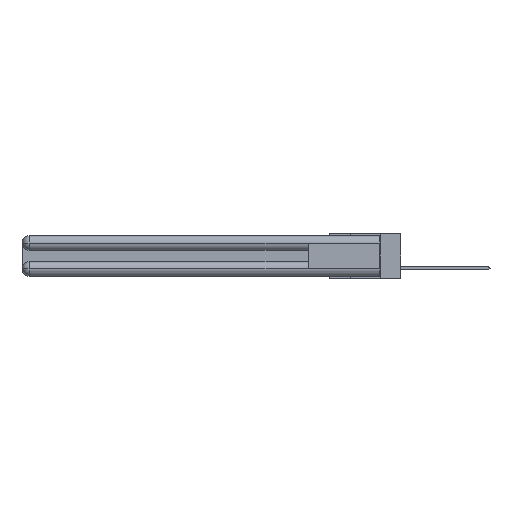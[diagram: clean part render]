
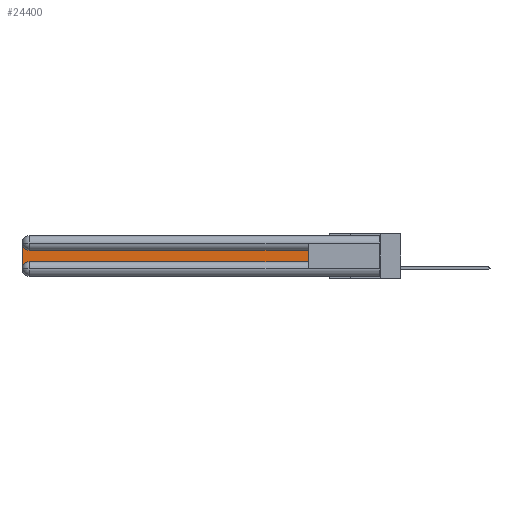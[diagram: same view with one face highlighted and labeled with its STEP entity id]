
A CAD part, left-side view. The second image highlights one B-rep face of the part: STEP entity #24400.
In plain terms, the highlighted planar face has unit normal (-1, 0, 0).
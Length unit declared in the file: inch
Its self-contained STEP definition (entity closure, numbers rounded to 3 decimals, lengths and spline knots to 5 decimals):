
#898 = VERTEX_POINT ( 'NONE', #20035 ) ;
#1307 = ORIENTED_EDGE ( 'NONE', *, *, #12065, .T. ) ;
#2173 = VECTOR ( 'NONE', #10052, 39.37008 ) ;
#2601 = PLANE ( 'NONE',  #22238 ) ;
#3012 = CARTESIAN_POINT ( 'NONE',  ( 0.075, 0.6, -0.2175 ) ) ;
#3502 = VECTOR ( 'NONE', #30383, 39.37008 ) ;
#3996 = FACE_OUTER_BOUND ( 'NONE', #5251, .T. ) ;
#4275 = CARTESIAN_POINT ( 'NONE',  ( 0.075, 0.6, -0.2175 ) ) ;
#4405 = DIRECTION ( 'NONE',  ( 0., 0., -1. ) ) ;
#5182 = VERTEX_POINT ( 'NONE', #14180 ) ;
#5251 = EDGE_LOOP ( 'NONE', ( #30536, #22737, #22942, #1307, #26489, #15425 ) ) ;
#5487 = AXIS2_PLACEMENT_3D ( 'NONE', #21746, #7308, #4405 ) ;
#5997 = VECTOR ( 'NONE', #7993, 39.37008 ) ;
#7308 = DIRECTION ( 'NONE',  ( 1., 0., 0. ) ) ;
#7672 = VECTOR ( 'NONE', #25264, 39.37008 ) ;
#7815 = EDGE_CURVE ( 'NONE', #25611, #898, #12626, .T. ) ;
#7993 = DIRECTION ( 'NONE',  ( 0., -1., 0. ) ) ;
#8159 = VERTEX_POINT ( 'NONE', #8270 ) ;
#8270 = CARTESIAN_POINT ( 'NONE',  ( 0.075, 2.94, -0.1225 ) ) ;
#10052 = DIRECTION ( 'NONE',  ( 0., 0., -1. ) ) ;
#10088 = LINE ( 'NONE', #10478, #3502 ) ;
#10478 = CARTESIAN_POINT ( 'NONE',  ( 0.075, 0.6, -0.2175 ) ) ;
#12065 = EDGE_CURVE ( 'NONE', #898, #25680, #25668, .T. ) ;
#12209 = LINE ( 'NONE', #3012, #5997 ) ;
#12626 = LINE ( 'NONE', #17452, #2173 ) ;
#13318 = EDGE_CURVE ( 'NONE', #5182, #8159, #20878, .T. ) ;
#14180 = CARTESIAN_POINT ( 'NONE',  ( 0.075, 0.6, -0.1225 ) ) ;
#15425 = ORIENTED_EDGE ( 'NONE', *, *, #29145, .T. ) ;
#15483 = DIRECTION ( 'NONE',  ( 0., 0., -1. ) ) ;
#17452 = CARTESIAN_POINT ( 'NONE',  ( 0.075, 3., -0.2175 ) ) ;
#17652 = DIRECTION ( 'NONE',  ( 1., 0., 0. ) ) ;
#17922 = DIRECTION ( 'NONE',  ( 1., 0., 0. ) ) ;
#19704 = EDGE_CURVE ( 'NONE', #8159, #25611, #21665, .T. ) ;
#20035 = CARTESIAN_POINT ( 'NONE',  ( 0.075, 3., -0.2775 ) ) ;
#20085 = CARTESIAN_POINT ( 'NONE',  ( 0.075, 3., -0.1225 ) ) ;
#20878 = LINE ( 'NONE', #25148, #7672 ) ;
#21665 = CIRCLE ( 'NONE', #5487, 0.06 ) ;
#21746 = CARTESIAN_POINT ( 'NONE',  ( 0.075, 2.94, -0.0625 ) ) ;
#22201 = CARTESIAN_POINT ( 'NONE',  ( 0.075, 3., -0.0625 ) ) ;
#22238 = AXIS2_PLACEMENT_3D ( 'NONE', #20085, #17922, #30310 ) ;
#22737 = ORIENTED_EDGE ( 'NONE', *, *, #19704, .T. ) ;
#22942 = ORIENTED_EDGE ( 'NONE', *, *, #7815, .T. ) ;
#24400 = ADVANCED_FACE ( 'NONE', ( #3996 ), #2601, .F. ) ;
#25139 = CARTESIAN_POINT ( 'NONE',  ( 0.075, 2.94, -0.2175 ) ) ;
#25148 = CARTESIAN_POINT ( 'NONE',  ( 0.075, 0.6, -0.1225 ) ) ;
#25264 = DIRECTION ( 'NONE',  ( 0., 1., 0. ) ) ;
#25578 = CARTESIAN_POINT ( 'NONE',  ( 0.075, 2.94, -0.2775 ) ) ;
#25611 = VERTEX_POINT ( 'NONE', #22201 ) ;
#25668 = CIRCLE ( 'NONE', #28673, 0.06 ) ;
#25680 = VERTEX_POINT ( 'NONE', #25139 ) ;
#26169 = VERTEX_POINT ( 'NONE', #4275 ) ;
#26489 = ORIENTED_EDGE ( 'NONE', *, *, #27083, .T. ) ;
#27083 = EDGE_CURVE ( 'NONE', #25680, #26169, #12209, .T. ) ;
#28673 = AXIS2_PLACEMENT_3D ( 'NONE', #25578, #17652, #15483 ) ;
#29145 = EDGE_CURVE ( 'NONE', #26169, #5182, #10088, .T. ) ;
#30310 = DIRECTION ( 'NONE',  ( 0., 0., -1. ) ) ;
#30383 = DIRECTION ( 'NONE',  ( 0., 0., 1. ) ) ;
#30536 = ORIENTED_EDGE ( 'NONE', *, *, #13318, .T. ) ;
